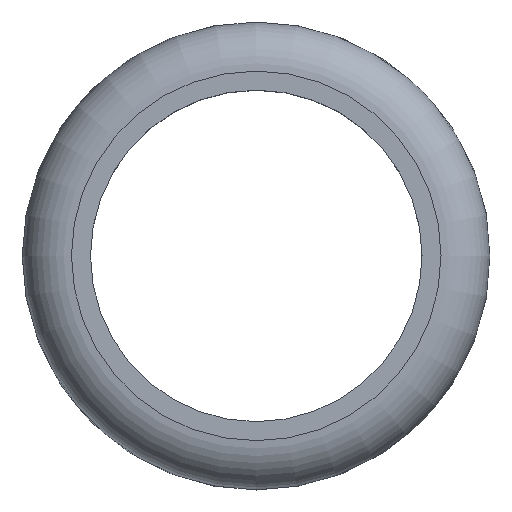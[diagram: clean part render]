
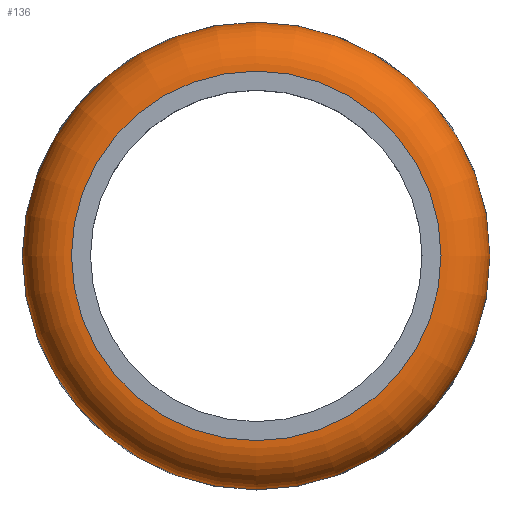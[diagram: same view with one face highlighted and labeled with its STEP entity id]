
A CAD part, top view. The second image highlights one B-rep face of the part: STEP entity #136.
In plain terms, the highlighted toroidal (fillet/blend) face has major radius 30.089 mm and minor radius 7.938 mm.
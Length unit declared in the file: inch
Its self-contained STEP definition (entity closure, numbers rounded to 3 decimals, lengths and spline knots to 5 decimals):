
#18=TOROIDAL_SURFACE('',#177,1.18459,0.3125);
#30=FACE_BOUND('',#59,.T.);
#40=FACE_OUTER_BOUND('',#58,.T.);
#58=EDGE_LOOP('',(#120));
#59=EDGE_LOOP('',(#121,#122));
#60=CIRCLE('',#158,1.18459);
#70=CIRCLE('',#175,1.49675);
#71=CIRCLE('',#176,1.49675);
#72=VERTEX_POINT('',#224);
#82=VERTEX_POINT('',#278);
#83=VERTEX_POINT('',#282);
#84=EDGE_CURVE('',#72,#72,#60,.T.);
#95=EDGE_CURVE('',#82,#83,#70,.T.);
#96=EDGE_CURVE('',#83,#82,#71,.T.);
#120=ORIENTED_EDGE('',*,*,#84,.T.);
#121=ORIENTED_EDGE('',*,*,#96,.F.);
#122=ORIENTED_EDGE('',*,*,#95,.F.);
#136=ADVANCED_FACE('',(#40,#30),#18,.T.);
#158=AXIS2_PLACEMENT_3D('',#225,#182,#183);
#175=AXIS2_PLACEMENT_3D('',#283,#216,#217);
#176=AXIS2_PLACEMENT_3D('',#284,#218,#219);
#177=AXIS2_PLACEMENT_3D('',#285,#220,#221);
#182=DIRECTION('center_axis',(0.,0.,-1.));
#183=DIRECTION('ref_axis',(-1.,0.,0.));
#216=DIRECTION('center_axis',(0.,0.,-1.));
#217=DIRECTION('ref_axis',(-1.,0.,0.));
#218=DIRECTION('center_axis',(0.,0.,-1.));
#219=DIRECTION('ref_axis',(-1.,0.,0.));
#220=DIRECTION('center_axis',(0.,0.,-1.));
#221=DIRECTION('ref_axis',(-1.,0.,0.));
#224=CARTESIAN_POINT('',(-1.18459,0.,0.4375));
#225=CARTESIAN_POINT('Origin',(0.,0.,0.4375));
#278=CARTESIAN_POINT('',(1.49675,0.,0.13953));
#282=CARTESIAN_POINT('',(-1.49675,0.,0.13953));
#283=CARTESIAN_POINT('Origin',(0.,0.,0.13953));
#284=CARTESIAN_POINT('Origin',(0.,0.,0.13953));
#285=CARTESIAN_POINT('Origin',(0.,0.,0.125));
